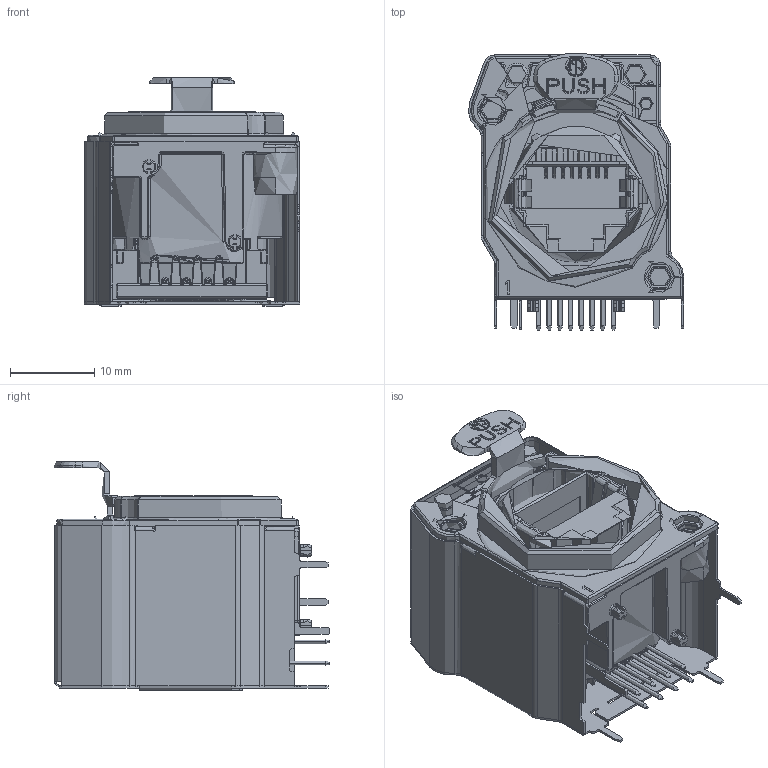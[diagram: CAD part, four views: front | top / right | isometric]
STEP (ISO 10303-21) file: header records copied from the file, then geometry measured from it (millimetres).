
FILE_DESCRIPTION((''),'2;1');
FILE_NAME('30012478','2025-04-25T11:19:00',('SYSTEM'),(''),'CREO PARAMETRIC BY PTC INC, 2023424','CREO PARAMETRIC BY PTC INC, 2023424','');
FILE_SCHEMA(('CONFIG_CONTROL_DESIGN'));
Products named in the file (1): 30012478
Bounding box: 25.49 x 32.7 x 27.05 mm (x, y, z)
Volume: 43.8 mm3
Topology: 19 solids, 20 shells, 3243 faces, 8028 edges, 4814 vertices
Faces by surface type: plane 1466, cylinder 1004, bspline 364, torus 147, sphere 133, cone 128, extrusion 1
Entity records: 108523 total; most frequent: CARTESIAN_POINT 34037, ORIENTED_EDGE 16044, DIRECTION 14874, EDGE_CURVE 8022, AXIS2_PLACEMENT_3D 5190, VERTEX_POINT 4813, VECTOR 4494, LINE 4493
